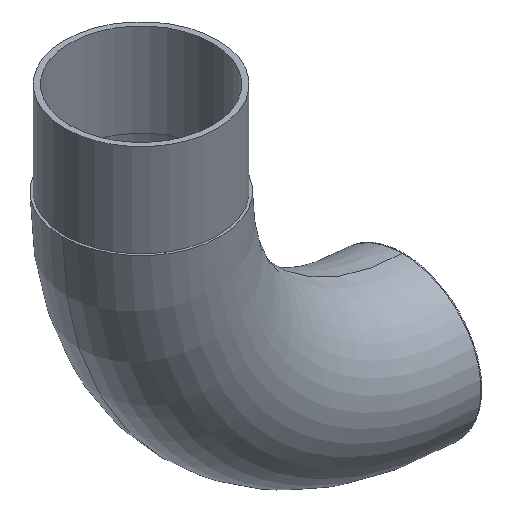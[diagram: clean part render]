
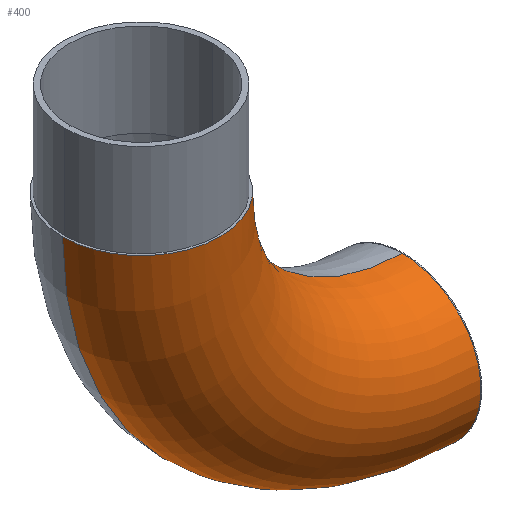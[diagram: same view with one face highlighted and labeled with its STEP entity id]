
A CAD part, isometric view. The second image highlights one B-rep face of the part: STEP entity #400.
In plain terms, the highlighted toroidal (fillet/blend) face has major radius 70.8 mm and minor radius 21.2 mm.
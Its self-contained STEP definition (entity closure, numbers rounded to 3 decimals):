
#5 = CARTESIAN_POINT ( 'NONE',  ( 74.87, -19.083, -8.648 ) ) ;
#12 = CARTESIAN_POINT ( 'NONE',  ( 74.868, -4.89, -20.028 ) ) ;
#19 = EDGE_CURVE ( 'NONE', #46, #901, #160, .T. ) ;
#25 = CARTESIAN_POINT ( 'NONE',  ( 4.571, 0., 71.41 ) ) ;
#46 = VERTEX_POINT ( 'NONE', #875 ) ;
#66 = EDGE_CURVE ( 'NONE', #743, #1059, #452, .T. ) ;
#71 = CARTESIAN_POINT ( 'NONE',  ( 74.874, -16.435, 14.07 ) ) ;
#76 = CARTESIAN_POINT ( 'NONE',  ( 74.869, -15.722, -13.627 ) ) ;
#82 = CARTESIAN_POINT ( 'NONE',  ( 74.87, -18.777, -9.253 ) ) ;
#87 = CARTESIAN_POINT ( 'NONE',  ( 74.868, 0., -20.589 ) ) ;
#98 = CARTESIAN_POINT ( 'NONE',  ( 74.875, -9.103, 19.805 ) ) ;
#121 = ORIENTED_EDGE ( 'NONE', *, *, #19, .T. ) ;
#160 = B_SPLINE_CURVE_WITH_KNOTS ( 'NONE', 3,
 ( #328, #776, #1091, #12, #346, #253, #669, #921, #675, #241, #582, #264, #592, #694, #76, #512, #352, #82, #5, #171, #412, #1032, #425, #764, #604, #838, #770, #854, #688, #1103, #1014, #341, #418, #945, #1026, #599, #758, #941, #1098, #176, #71, #335, #533, #789, #194, #460, #1046, #98, #953, #699, #291, #283, #365, #958, #794 ),
 .UNSPECIFIED., .F., .F.,
 ( 4, 2, 2, 2, 2, 2, 2, 2, 2, 2, 2, 2, 2, 2, 1, 2, 2, 2, 2, 2, 2, 2, 2, 2, 2, 2, 2, 4 ),
 ( 0.002, 0.004, 0.006, 0.008, 0.01, 0.014, 0.016, 0.018, 0.022, 0.025, 0.027, 0.031, 0.032, 0.033, 0.035, 0.037, 0.038, 0.039, 0.043, 0.045, 0.047, 0.051, 0.053, 0.055, 0.059, 0.061, 0.063, 0.067 ),
 .UNSPECIFIED. ) ;
#168 = CARTESIAN_POINT ( 'NONE',  ( 25.771, 0., 71.41 ) ) ;
#171 = CARTESIAN_POINT ( 'NONE',  ( 74.87, -19.632, -7.419 ) ) ;
#176 = CARTESIAN_POINT ( 'NONE',  ( 74.873, -17.608, 12.437 ) ) ;
#183 = CARTESIAN_POINT ( 'NONE',  ( -16.629, 0., 71.41 ) ) ;
#191 = DIRECTION ( 'NONE',  ( 0., 0., -1. ) ) ;
#193 = CARTESIAN_POINT ( 'NONE',  ( 74.876, 0., 21.812 ) ) ;
#194 = CARTESIAN_POINT ( 'NONE',  ( 74.875, -12.526, 17.729 ) ) ;
#199 = CIRCLE ( 'NONE', #831, 49.6 ) ;
#234 = CARTESIAN_POINT ( 'NONE',  ( 74.868, -1.857, -20.511 ) ) ;
#241 = CARTESIAN_POINT ( 'NONE',  ( 74.869, -11.112, -17.493 ) ) ;
#253 = CARTESIAN_POINT ( 'NONE',  ( 74.868, -6.836, -19.468 ) ) ;
#257 = CARTESIAN_POINT ( 'NONE',  ( 75.371, 0., 71.41 ) ) ;
#264 = CARTESIAN_POINT ( 'NONE',  ( 74.869, -13.79, -15.505 ) ) ;
#283 = CARTESIAN_POINT ( 'NONE',  ( 74.876, -4.649, 21.307 ) ) ;
#291 = CARTESIAN_POINT ( 'NONE',  ( 74.876, -5.299, 21.15 ) ) ;
#297 = EDGE_CURVE ( 'NONE', #325, #46, #936, .T. ) ;
#303 = FACE_OUTER_BOUND ( 'NONE', #396, .T. ) ;
#325 = VERTEX_POINT ( 'NONE', #1024 ) ;
#328 = CARTESIAN_POINT ( 'NONE',  ( 74.868, -2.228, -20.472 ) ) ;
#335 = CARTESIAN_POINT ( 'NONE',  ( 74.874, -15.558, 15.075 ) ) ;
#338 = ORIENTED_EDGE ( 'NONE', *, *, #1087, .F. ) ;
#341 = CARTESIAN_POINT ( 'NONE',  ( 74.872, -20.86, 4.407 ) ) ;
#346 = CARTESIAN_POINT ( 'NONE',  ( 74.868, -5.546, -19.862 ) ) ;
#352 = CARTESIAN_POINT ( 'NONE',  ( 74.869, -17.786, -11.004 ) ) ;
#365 = CARTESIAN_POINT ( 'NONE',  ( 74.876, -2.684, 21.684 ) ) ;
#373 = DIRECTION ( 'NONE',  ( 0., 0., -1. ) ) ;
#380 = AXIS2_PLACEMENT_3D ( 'NONE', #25, #191, #614 ) ;
#396 = EDGE_LOOP ( 'NONE', ( #427, #720, #628, #121, #338 ) ) ;
#397 = DIRECTION ( 'NONE',  ( 0., -1., 0. ) ) ;
#400 = ADVANCED_FACE ( 'NONE', ( #303 ), #893, .T. ) ;
#401 = AXIS2_PLACEMENT_3D ( 'NONE', #812, #397, #373 ) ;
#412 = CARTESIAN_POINT ( 'NONE',  ( 74.87, -19.875, -6.795 ) ) ;
#418 = CARTESIAN_POINT ( 'NONE',  ( 74.872, -20.729, 5.068 ) ) ;
#425 = CARTESIAN_POINT ( 'NONE',  ( 74.87, -20.822, -3.598 ) ) ;
#427 = ORIENTED_EDGE ( 'NONE', *, *, #66, .T. ) ;
#429 = CARTESIAN_POINT ( 'NONE',  ( 74.868, -0.372, -20.589 ) ) ;
#452 = CIRCLE ( 'NONE', #380, 21.2 ) ;
#460 = CARTESIAN_POINT ( 'NONE',  ( 74.875, -11.978, 18.116 ) ) ;
#475 = DIRECTION ( 'NONE',  ( 0., 0., -1. ) ) ;
#496 = EDGE_CURVE ( 'NONE', #1059, #325, #506, .T. ) ;
#506 = CIRCLE ( 'NONE', #558, 92. ) ;
#512 = CARTESIAN_POINT ( 'NONE',  ( 74.869, -17.022, -12.097 ) ) ;
#533 = CARTESIAN_POINT ( 'NONE',  ( 74.874, -14.101, 16.456 ) ) ;
#558 = AXIS2_PLACEMENT_3D ( 'NONE', #257, #666, #930 ) ;
#582 = CARTESIAN_POINT ( 'NONE',  ( 74.869, -12.226, -16.76 ) ) ;
#592 = CARTESIAN_POINT ( 'NONE',  ( 74.869, -14.293, -15.061 ) ) ;
#599 = CARTESIAN_POINT ( 'NONE',  ( 74.872, -19.805, 8.293 ) ) ;
#604 = CARTESIAN_POINT ( 'NONE',  ( 74.871, -21.088, -1.591 ) ) ;
#614 = DIRECTION ( 'NONE',  ( -1., 0., 0. ) ) ;
#628 = ORIENTED_EDGE ( 'NONE', *, *, #297, .T. ) ;
#638 = CARTESIAN_POINT ( 'NONE',  ( 75.371, 0., 71.41 ) ) ;
#666 = DIRECTION ( 'NONE',  ( 0., -1., 0. ) ) ;
#669 = CARTESIAN_POINT ( 'NONE',  ( 74.868, -7.47, -19.241 ) ) ;
#675 = CARTESIAN_POINT ( 'NONE',  ( 74.869, -9.33, -18.437 ) ) ;
#688 = CARTESIAN_POINT ( 'NONE',  ( 74.871, -21.201, 1.754 ) ) ;
#694 = CARTESIAN_POINT ( 'NONE',  ( 74.869, -15.262, -14.119 ) ) ;
#699 = CARTESIAN_POINT ( 'NONE',  ( 74.876, -6.587, 20.774 ) ) ;
#720 = ORIENTED_EDGE ( 'NONE', *, *, #496, .T. ) ;
#743 = VERTEX_POINT ( 'NONE', #168 ) ;
#758 = CARTESIAN_POINT ( 'NONE',  ( 74.873, -18.965, 10.111 ) ) ;
#764 = CARTESIAN_POINT ( 'NONE',  ( 74.871, -21.05, -1.928 ) ) ;
#770 = CARTESIAN_POINT ( 'NONE',  ( 74.871, -21.169, -0.585 ) ) ;
#776 = CARTESIAN_POINT ( 'NONE',  ( 74.868, -2.9, -20.401 ) ) ;
#789 = CARTESIAN_POINT ( 'NONE',  ( 74.875, -13.59, 16.897 ) ) ;
#794 = CARTESIAN_POINT ( 'NONE',  ( 74.876, 0., 21.812 ) ) ;
#812 = CARTESIAN_POINT ( 'NONE',  ( 75.371, 0., 71.41 ) ) ;
#831 = AXIS2_PLACEMENT_3D ( 'NONE', #638, #1057, #475 ) ;
#838 = CARTESIAN_POINT ( 'NONE',  ( 74.871, -21.147, -0.92 ) ) ;
#853 = CARTESIAN_POINT ( 'NONE',  ( 74.868, -1.116, -20.569 ) ) ;
#854 = CARTESIAN_POINT ( 'NONE',  ( 74.871, -21.21, 0.419 ) ) ;
#875 = CARTESIAN_POINT ( 'NONE',  ( 74.868, -2.228, -20.472 ) ) ;
#893 = TOROIDAL_SURFACE ( 'NONE', #401, 70.8, 21.2 ) ;
#901 = VERTEX_POINT ( 'NONE', #193 ) ;
#921 = CARTESIAN_POINT ( 'NONE',  ( 74.868, -8.716, -18.726 ) ) ;
#930 = DIRECTION ( 'NONE',  ( 0., 0., -1. ) ) ;
#936 = B_SPLINE_CURVE_WITH_KNOTS ( 'NONE', 3,
 ( #87, #429, #853, #234, #1102 ),
 .UNSPECIFIED., .F., .F.,
 ( 4, 1, 4 ),
 ( 0., 0.001, 0.002 ),
 .UNSPECIFIED. ) ;
#941 = CARTESIAN_POINT ( 'NONE',  ( 74.873, -18.656, 10.704 ) ) ;
#945 = CARTESIAN_POINT ( 'NONE',  ( 74.872, -20.655, 5.398 ) ) ;
#953 = CARTESIAN_POINT ( 'NONE',  ( 74.876, -7.229, 20.553 ) ) ;
#958 = CARTESIAN_POINT ( 'NONE',  ( 74.876, -1.353, 21.812 ) ) ;
#1014 = CARTESIAN_POINT ( 'NONE',  ( 74.872, -20.918, 4.076 ) ) ;
#1024 = CARTESIAN_POINT ( 'NONE',  ( 74.868, 0., -20.589 ) ) ;
#1026 = CARTESIAN_POINT ( 'NONE',  ( 74.872, -20.249, 7.034 ) ) ;
#1032 = CARTESIAN_POINT ( 'NONE',  ( 74.87, -20.515, -4.898 ) ) ;
#1046 = CARTESIAN_POINT ( 'NONE',  ( 74.875, -10.289, 19.196 ) ) ;
#1057 = DIRECTION ( 'NONE',  ( 0., -1., 0. ) ) ;
#1059 = VERTEX_POINT ( 'NONE', #183 ) ;
#1087 = EDGE_CURVE ( 'NONE', #743, #901, #199, .T. ) ;
#1091 = CARTESIAN_POINT ( 'NONE',  ( 74.868, -3.567, -20.298 ) ) ;
#1098 = CARTESIAN_POINT ( 'NONE',  ( 74.873, -17.978, 11.868 ) ) ;
#1102 = CARTESIAN_POINT ( 'NONE',  ( 74.868, -2.228, -20.472 ) ) ;
#1103 = CARTESIAN_POINT ( 'NONE',  ( 74.871, -21.066, 3.082 ) ) ;
